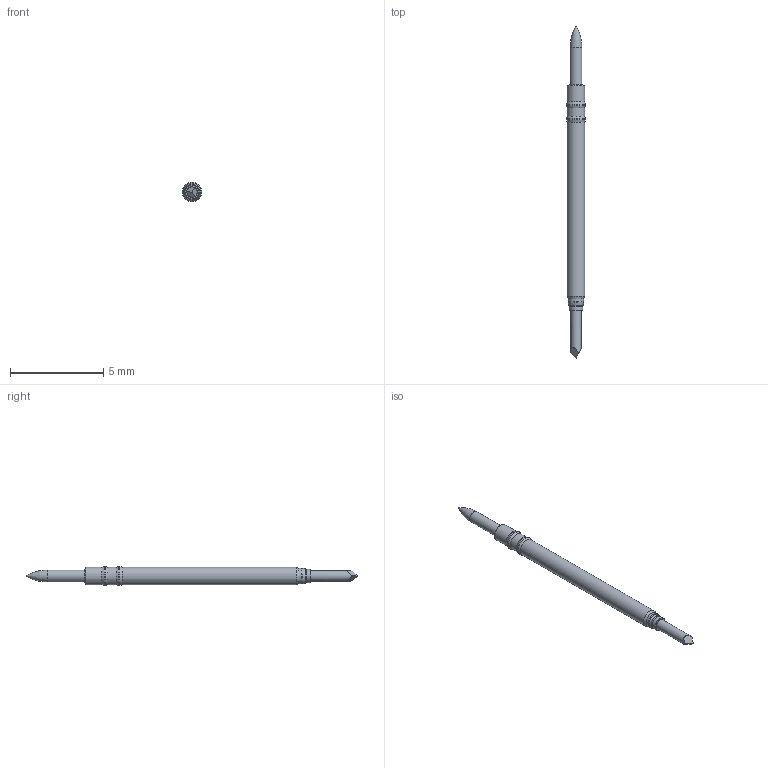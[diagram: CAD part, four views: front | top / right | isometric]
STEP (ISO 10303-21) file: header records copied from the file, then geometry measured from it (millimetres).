
FILE_DESCRIPTION (( 'STEP AP214' ), '1' );
FILE_NAME ('XTDS3-00.STEP', '2017-06-07T12:32:53', ( '' ), ( '' ), 'SwSTEP 2.0', 'SolidWorks 2016', '' );
FILE_SCHEMA (( 'AUTOMOTIVE_DESIGN' ));
Length unit declared in the file: inch
Products named in the file (1): XTDS3-00
Bounding box: 1.03 x 17.78 x 1.03 mm (x, y, z)
Volume: 9.7 mm3; surface area: 45.9 mm2
Topology: 1 solids, 1 shells, 27 faces, 56 edges, 33 vertices
Faces by surface type: cylinder 9, plane 7, cone 6, torus 5
Full cylindrical faces by diameter (mm): 0.564 x1, 0.635 x1, 0.737 x1, 0.838 x1, 0.94 x3, 1.029 x2
Entity records: 954 total; most frequent: DIRECTION 106, CARTESIAN_POINT 96, ORIENTED_EDGE 62, AXIS2_PLACEMENT_3D 50, EDGE_LOOP 49, FACE_OUTER_BOUND 41, EDGE_CURVE 31, LENGTH_MEASURE_WITH_UNIT 30
